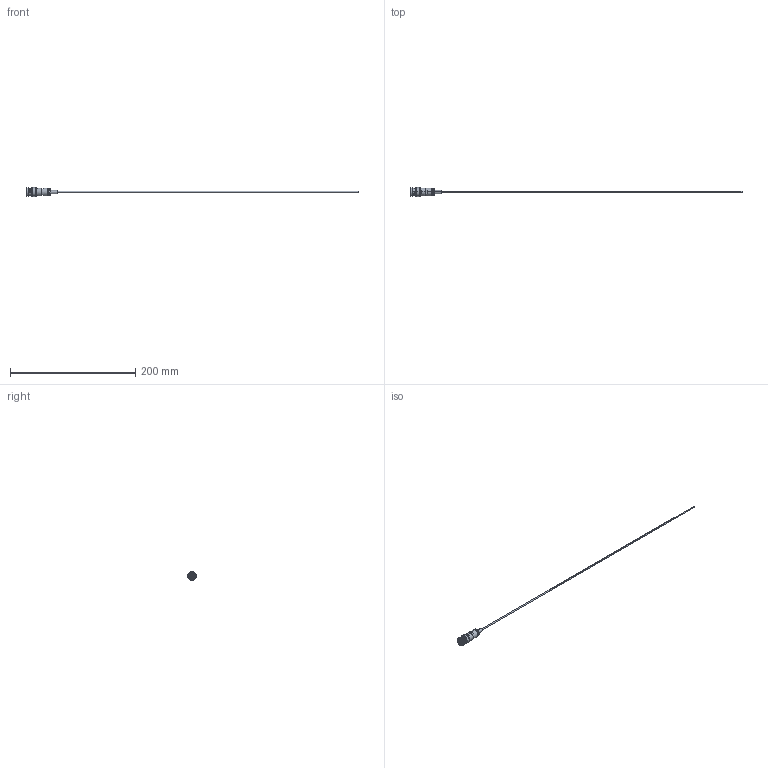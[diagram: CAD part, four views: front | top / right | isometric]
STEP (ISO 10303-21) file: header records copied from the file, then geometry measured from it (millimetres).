
FILE_DESCRIPTION (( 'STEP AP214' ), '1' );
FILE_NAME ('380-MHV-MX-500.STEP', '2013-08-28T13:26:13', ( 'allectra' ), ( 'Microsoft' ), 'SwSTEP 2.0', 'SolidWorks 2013', '' );
FILE_SCHEMA (( 'AUTOMOTIVE_DESIGN' ));
Length unit declared in the file: millimetre
Products named in the file (5): 380-MHV-MX-500; 9370-VIT-TUBE5_24mm; 9245-CON-MHV-SP; 245-CON-MHV; 9311-KAP50_500mm
Assembly tree (4 placements, depth 3):
  380-MHV-MX-500
    245-CON-MHV
      9245-CON-MHV-SP
      9370-VIT-TUBE5_24mm
    9311-KAP50_500mm
Bounding box: 529.75 x 14.55 x 14.55 mm (x, y, z)
Volume: 5650 mm3; surface area: 7109 mm2
Topology: 3 solids, 4 shells, 206 faces, 506 edges, 324 vertices
Faces by surface type: plane 76, cylinder 74, cone 34, bspline 22
Entity records: 9548 total; most frequent: CARTESIAN_POINT 2420, ORIENTED_EDGE 1008, DIRECTION 999, EDGE_CURVE 504, AXIS2_PLACEMENT_3D 401, VERTEX_POINT 324, EDGE_LOOP 234, CIRCLE 209
